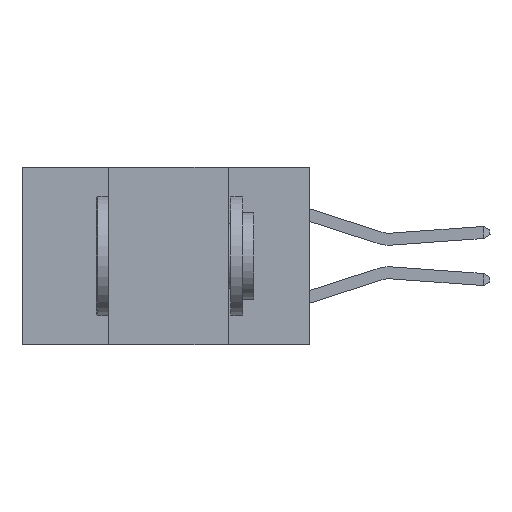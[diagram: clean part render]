
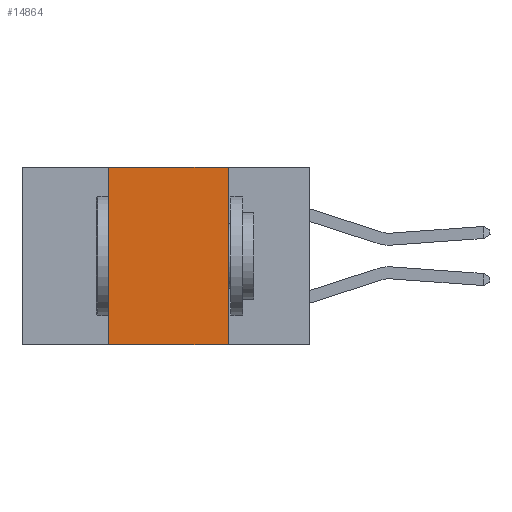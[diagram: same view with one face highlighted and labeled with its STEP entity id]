
A CAD part, left-side view. The second image highlights one B-rep face of the part: STEP entity #14864.
In plain terms, the highlighted planar face has unit normal (-1, 0, 0).
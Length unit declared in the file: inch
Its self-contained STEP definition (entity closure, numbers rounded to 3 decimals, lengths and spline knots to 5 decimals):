
#592 = EDGE_LOOP ( 'NONE', ( #4784, #4277, #8911, #15204 ) ) ;
#1348 = VECTOR ( 'NONE', #19488, 39.37008 ) ;
#1517 = VERTEX_POINT ( 'NONE', #16004 ) ;
#3537 = FACE_OUTER_BOUND ( 'NONE', #592, .T. ) ;
#4121 = VERTEX_POINT ( 'NONE', #4711 ) ;
#4122 = CARTESIAN_POINT ( 'NONE',  ( 0., 0.42, -0.37 ) ) ;
#4277 = ORIENTED_EDGE ( 'NONE', *, *, #11157, .F. ) ;
#4711 = CARTESIAN_POINT ( 'NONE',  ( 0., 0.17, -0.37 ) ) ;
#4784 = ORIENTED_EDGE ( 'NONE', *, *, #9946, .F. ) ;
#6984 = CARTESIAN_POINT ( 'NONE',  ( 0., 0.42, -0.37 ) ) ;
#8315 = VERTEX_POINT ( 'NONE', #6984 ) ;
#8631 = CARTESIAN_POINT ( 'NONE',  ( 0., 0.42, 0. ) ) ;
#8911 = ORIENTED_EDGE ( 'NONE', *, *, #10545, .F. ) ;
#9794 = LINE ( 'NONE', #16480, #18616 ) ;
#9946 = EDGE_CURVE ( 'NONE', #1517, #4121, #21166, .T. ) ;
#10545 = EDGE_CURVE ( 'NONE', #8315, #13545, #12608, .T. ) ;
#10776 = CARTESIAN_POINT ( 'NONE',  ( 0., 0.6, 0. ) ) ;
#11157 = EDGE_CURVE ( 'NONE', #13545, #1517, #9794, .T. ) ;
#11723 = EDGE_CURVE ( 'NONE', #8315, #4121, #15844, .T. ) ;
#12546 = DIRECTION ( 'NONE',  ( 0., 0., -1. ) ) ;
#12608 = LINE ( 'NONE', #4122, #16716 ) ;
#13138 = DIRECTION ( 'NONE',  ( 0., 0., 1. ) ) ;
#13545 = VERTEX_POINT ( 'NONE', #8631 ) ;
#14095 = PLANE ( 'NONE',  #22930 ) ;
#14864 = ADVANCED_FACE ( 'NONE', ( #3537 ), #14095, .F. ) ;
#15204 = ORIENTED_EDGE ( 'NONE', *, *, #11723, .T. ) ;
#15370 = VECTOR ( 'NONE', #20300, 39.37008 ) ;
#15844 = LINE ( 'NONE', #17712, #1348 ) ;
#16004 = CARTESIAN_POINT ( 'NONE',  ( 0., 0.17, 0. ) ) ;
#16480 = CARTESIAN_POINT ( 'NONE',  ( 0., 0.6, 0. ) ) ;
#16716 = VECTOR ( 'NONE', #13138, 39.37008 ) ;
#17712 = CARTESIAN_POINT ( 'NONE',  ( 0., 0.6, -0.37 ) ) ;
#18242 = DIRECTION ( 'NONE',  ( 0., -1., 0. ) ) ;
#18527 = CARTESIAN_POINT ( 'NONE',  ( 0., 0.17, -0.37 ) ) ;
#18616 = VECTOR ( 'NONE', #18242, 39.37008 ) ;
#19488 = DIRECTION ( 'NONE',  ( 0., -1., 0. ) ) ;
#20300 = DIRECTION ( 'NONE',  ( 0., 0., -1. ) ) ;
#21166 = LINE ( 'NONE', #18527, #15370 ) ;
#22930 = AXIS2_PLACEMENT_3D ( 'NONE', #10776, #23044, #12546 ) ;
#23044 = DIRECTION ( 'NONE',  ( 1., 0., 0. ) ) ;
